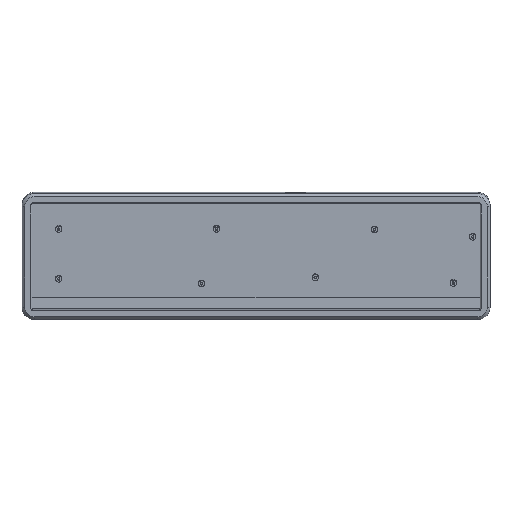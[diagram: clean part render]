
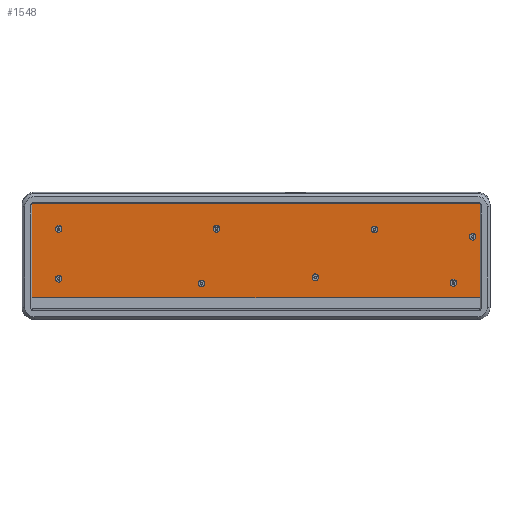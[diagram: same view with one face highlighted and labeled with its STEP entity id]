
A CAD part, top view. The second image highlights one B-rep face of the part: STEP entity #1548.
In plain terms, the highlighted planar face has unit normal (0, -0.052, 0.999).
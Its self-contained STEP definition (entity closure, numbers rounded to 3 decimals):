
#51=FACE_BOUND('',#247,.T.);
#52=FACE_BOUND('',#248,.T.);
#53=FACE_BOUND('',#249,.T.);
#54=FACE_BOUND('',#250,.T.);
#55=FACE_BOUND('',#251,.T.);
#56=FACE_BOUND('',#252,.T.);
#57=FACE_BOUND('',#253,.T.);
#58=FACE_BOUND('',#254,.T.);
#82=PLANE('',#1684);
#142=FACE_OUTER_BOUND('',#246,.T.);
#246=EDGE_LOOP('',(#1103,#1104,#1105,#1106,#1107,#1108,#1109,#1110,#1111,
#1112));
#247=EDGE_LOOP('',(#1113));
#248=EDGE_LOOP('',(#1114));
#249=EDGE_LOOP('',(#1115));
#250=EDGE_LOOP('',(#1116));
#251=EDGE_LOOP('',(#1117));
#252=EDGE_LOOP('',(#1118));
#253=EDGE_LOOP('',(#1119));
#254=EDGE_LOOP('',(#1120));
#360=LINE('',#2353,#495);
#363=LINE('',#2361,#498);
#367=LINE('',#2369,#502);
#368=LINE('',#2373,#503);
#369=LINE('',#2375,#504);
#370=LINE('',#2377,#505);
#371=LINE('',#2379,#506);
#372=LINE('',#2381,#507);
#495=VECTOR('',#1895,10.);
#498=VECTOR('',#1902,10.);
#502=VECTOR('',#1908,10.);
#503=VECTOR('',#1911,10.);
#504=VECTOR('',#1912,10.);
#505=VECTOR('',#1913,10.);
#506=VECTOR('',#1914,10.);
#507=VECTOR('',#1915,10.);
#637=CIRCLE('',#1685,1.);
#638=CIRCLE('',#1686,1.);
#639=CIRCLE('',#1687,2.25);
#640=CIRCLE('',#1688,2.25);
#641=CIRCLE('',#1689,2.25);
#642=CIRCLE('',#1690,2.25);
#643=CIRCLE('',#1691,2.25);
#644=CIRCLE('',#1692,2.25);
#645=CIRCLE('',#1693,2.25);
#646=CIRCLE('',#1694,2.25);
#709=VERTEX_POINT('',#2350);
#710=VERTEX_POINT('',#2352);
#713=VERTEX_POINT('',#2360);
#716=VERTEX_POINT('',#2368);
#717=VERTEX_POINT('',#2370);
#718=VERTEX_POINT('',#2372);
#719=VERTEX_POINT('',#2374);
#720=VERTEX_POINT('',#2376);
#721=VERTEX_POINT('',#2378);
#722=VERTEX_POINT('',#2380);
#723=VERTEX_POINT('',#2383);
#724=VERTEX_POINT('',#2385);
#725=VERTEX_POINT('',#2387);
#726=VERTEX_POINT('',#2389);
#727=VERTEX_POINT('',#2391);
#728=VERTEX_POINT('',#2393);
#729=VERTEX_POINT('',#2395);
#730=VERTEX_POINT('',#2397);
#855=EDGE_CURVE('',#710,#709,#360,.T.);
#859=EDGE_CURVE('',#710,#713,#363,.T.);
#863=EDGE_CURVE('',#716,#709,#367,.T.);
#864=EDGE_CURVE('',#716,#717,#637,.T.);
#865=EDGE_CURVE('',#718,#717,#368,.T.);
#866=EDGE_CURVE('',#719,#718,#369,.T.);
#867=EDGE_CURVE('',#719,#720,#370,.T.);
#868=EDGE_CURVE('',#721,#720,#371,.T.);
#869=EDGE_CURVE('',#722,#721,#372,.T.);
#870=EDGE_CURVE('',#722,#713,#638,.T.);
#871=EDGE_CURVE('',#723,#723,#639,.T.);
#872=EDGE_CURVE('',#724,#724,#640,.T.);
#873=EDGE_CURVE('',#725,#725,#641,.T.);
#874=EDGE_CURVE('',#726,#726,#642,.T.);
#875=EDGE_CURVE('',#727,#727,#643,.T.);
#876=EDGE_CURVE('',#728,#728,#644,.T.);
#877=EDGE_CURVE('',#729,#729,#645,.T.);
#878=EDGE_CURVE('',#730,#730,#646,.T.);
#1103=ORIENTED_EDGE('',*,*,#855,.T.);
#1104=ORIENTED_EDGE('',*,*,#863,.F.);
#1105=ORIENTED_EDGE('',*,*,#864,.T.);
#1106=ORIENTED_EDGE('',*,*,#865,.F.);
#1107=ORIENTED_EDGE('',*,*,#866,.F.);
#1108=ORIENTED_EDGE('',*,*,#867,.T.);
#1109=ORIENTED_EDGE('',*,*,#868,.F.);
#1110=ORIENTED_EDGE('',*,*,#869,.F.);
#1111=ORIENTED_EDGE('',*,*,#870,.T.);
#1112=ORIENTED_EDGE('',*,*,#859,.F.);
#1113=ORIENTED_EDGE('',*,*,#871,.T.);
#1114=ORIENTED_EDGE('',*,*,#872,.T.);
#1115=ORIENTED_EDGE('',*,*,#873,.T.);
#1116=ORIENTED_EDGE('',*,*,#874,.T.);
#1117=ORIENTED_EDGE('',*,*,#875,.T.);
#1118=ORIENTED_EDGE('',*,*,#876,.T.);
#1119=ORIENTED_EDGE('',*,*,#877,.T.);
#1120=ORIENTED_EDGE('',*,*,#878,.T.);
#1548=ADVANCED_FACE('',(#142,#51,#52,#53,#54,#55,#56,#57,#58),#82,.F.);
#1684=AXIS2_PLACEMENT_3D('',#2367,#1906,#1907);
#1685=AXIS2_PLACEMENT_3D('',#2371,#1909,#1910);
#1686=AXIS2_PLACEMENT_3D('',#2382,#1916,#1917);
#1687=AXIS2_PLACEMENT_3D('',#2384,#1918,#1919);
#1688=AXIS2_PLACEMENT_3D('',#2386,#1920,#1921);
#1689=AXIS2_PLACEMENT_3D('',#2388,#1922,#1923);
#1690=AXIS2_PLACEMENT_3D('',#2390,#1924,#1925);
#1691=AXIS2_PLACEMENT_3D('',#2392,#1926,#1927);
#1692=AXIS2_PLACEMENT_3D('',#2394,#1928,#1929);
#1693=AXIS2_PLACEMENT_3D('',#2396,#1930,#1931);
#1694=AXIS2_PLACEMENT_3D('',#2398,#1932,#1933);
#1895=DIRECTION('',(1.,0.,0.));
#1902=DIRECTION('',(0.,0.999,0.052));
#1906=DIRECTION('center_axis',(0.,0.052,
-0.999));
#1907=DIRECTION('ref_axis',(1.,0.,0.));
#1908=DIRECTION('',(0.,-0.999,-0.052));
#1909=DIRECTION('center_axis',(0.,-0.052,
0.999));
#1910=DIRECTION('ref_axis',(0.707,0.706,0.037));
#1911=DIRECTION('',(1.,0.,0.));
#1912=DIRECTION('',(0.,-0.999,-0.052));
#1913=DIRECTION('',(-1.,0.,0.));
#1914=DIRECTION('',(0.,0.999,0.052));
#1915=DIRECTION('',(1.,0.,0.));
#1916=DIRECTION('center_axis',(0.,-0.052,
0.999));
#1917=DIRECTION('ref_axis',(-0.707,0.706,0.037));
#1918=DIRECTION('center_axis',(0.,0.052,
-0.999));
#1919=DIRECTION('ref_axis',(-1.,0.,0.));
#1920=DIRECTION('center_axis',(0.,0.052,
-0.999));
#1921=DIRECTION('ref_axis',(-1.,0.,0.));
#1922=DIRECTION('center_axis',(0.,0.052,
-0.999));
#1923=DIRECTION('ref_axis',(-1.,0.,0.));
#1924=DIRECTION('center_axis',(0.,0.052,
-0.999));
#1925=DIRECTION('ref_axis',(-1.,0.,0.));
#1926=DIRECTION('center_axis',(0.,0.052,
-0.999));
#1927=DIRECTION('ref_axis',(-1.,0.,0.));
#1928=DIRECTION('center_axis',(0.,0.052,
-0.999));
#1929=DIRECTION('ref_axis',(-1.,0.,0.));
#1930=DIRECTION('center_axis',(0.,0.052,
-0.999));
#1931=DIRECTION('ref_axis',(-1.,0.,0.));
#1932=DIRECTION('center_axis',(0.,0.052,
-0.999));
#1933=DIRECTION('ref_axis',(-1.,0.,0.));
#2350=CARTESIAN_POINT('',(353.9,14.52,0.68));
#2352=CARTESIAN_POINT('',(29.05,14.52,0.68));
#2353=CARTESIAN_POINT('',(191.475,14.52,0.68));
#2360=CARTESIAN_POINT('',(29.05,82.621,4.249));
#2361=CARTESIAN_POINT('',(29.05,83.62,4.302));
#2367=CARTESIAN_POINT('Origin',(191.475,45.073,2.282));
#2368=CARTESIAN_POINT('',(353.9,82.621,4.249));
#2369=CARTESIAN_POINT('',(353.9,6.526,0.261));
#2370=CARTESIAN_POINT('',(352.9,83.62,4.302));
#2371=CARTESIAN_POINT('Origin',(352.9,82.621,4.249));
#2372=CARTESIAN_POINT('',(223.225,83.62,4.302));
#2373=CARTESIAN_POINT('',(353.9,83.62,4.302));
#2374=CARTESIAN_POINT('',(223.225,85.118,4.38));
#2375=CARTESIAN_POINT('',(223.225,64.346,3.292));
#2376=CARTESIAN_POINT('',(216.875,85.118,4.38));
#2377=CARTESIAN_POINT('',(205.762,85.118,4.38));
#2378=CARTESIAN_POINT('',(216.875,83.62,4.302));
#2379=CARTESIAN_POINT('',(216.875,64.346,3.292));
#2380=CARTESIAN_POINT('',(30.05,83.62,4.302));
#2381=CARTESIAN_POINT('',(353.9,83.62,4.302));
#2382=CARTESIAN_POINT('Origin',(30.05,82.621,4.249));
#2383=CARTESIAN_POINT('',(279.45,64.097,3.279));
#2384=CARTESIAN_POINT('Origin',(277.2,64.097,3.279));
#2385=CARTESIAN_POINT('',(50.85,28.525,1.414));
#2386=CARTESIAN_POINT('Origin',(48.6,28.525,1.414));
#2387=CARTESIAN_POINT('',(154.34,25.06,1.233));
#2388=CARTESIAN_POINT('Origin',(152.09,25.06,1.233));
#2389=CARTESIAN_POINT('',(350.59,58.944,3.008));
#2390=CARTESIAN_POINT('Origin',(348.34,58.944,3.008));
#2391=CARTESIAN_POINT('',(236.59,29.514,1.466));
#2392=CARTESIAN_POINT('Origin',(234.34,29.514,1.466));
#2393=CARTESIAN_POINT('',(50.85,64.596,3.305));
#2394=CARTESIAN_POINT('Origin',(48.6,64.596,3.305));
#2395=CARTESIAN_POINT('',(165.15,64.696,3.31));
#2396=CARTESIAN_POINT('Origin',(162.9,64.696,3.31));
#2397=CARTESIAN_POINT('',(336.6,25.55,1.258));
#2398=CARTESIAN_POINT('Origin',(334.35,25.55,1.258));
